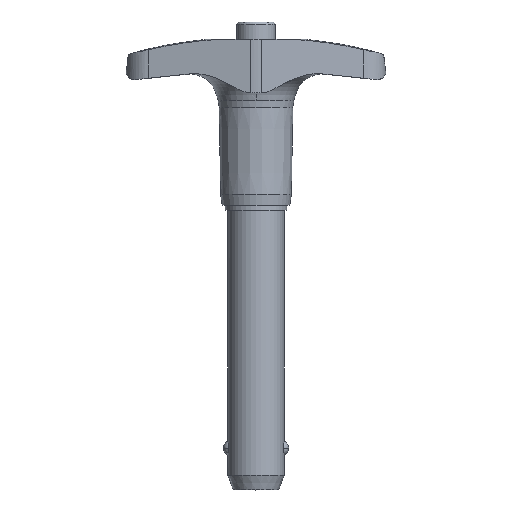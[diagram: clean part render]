
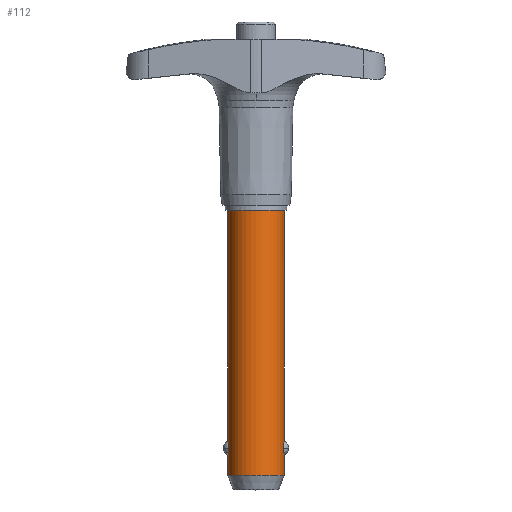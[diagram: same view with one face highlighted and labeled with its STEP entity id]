
A CAD part, top view. The second image highlights one B-rep face of the part: STEP entity #112.
In plain terms, the highlighted cylindrical face has radius 5.556 mm (diameter 11.113 mm), a partial arc.
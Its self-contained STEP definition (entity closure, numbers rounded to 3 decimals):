
#112=ADVANCED_FACE('',(#286),#287,.T.);
#286=FACE_OUTER_BOUND('',#521,.T.);
#287=CYLINDRICAL_SURFACE('',#522,5.556);
#521=EDGE_LOOP('',(#797,#798,#799,#800,#801,#802,#803,#804,#805,#806));
#522=AXIS2_PLACEMENT_3D('',#807,#808,#809);
#797=ORIENTED_EDGE('',*,*,#1489,.T.);
#798=ORIENTED_EDGE('',*,*,#1490,.T.);
#799=ORIENTED_EDGE('',*,*,#1491,.T.);
#800=ORIENTED_EDGE('',*,*,#1492,.T.);
#801=ORIENTED_EDGE('',*,*,#1493,.F.);
#802=ORIENTED_EDGE('',*,*,#1494,.T.);
#803=ORIENTED_EDGE('',*,*,#1495,.T.);
#804=ORIENTED_EDGE('',*,*,#1496,.T.);
#805=ORIENTED_EDGE('',*,*,#1497,.T.);
#806=ORIENTED_EDGE('',*,*,#1498,.T.);
#807=CARTESIAN_POINT('',(0.0,-27.686,0.0));
#808=DIRECTION('',(-0.0,1.0,0.0));
#809=DIRECTION('',(1.0,0.0,0.0));
#1489=EDGE_CURVE('',#1809,#1810,#1811,.T.);
#1490=EDGE_CURVE('',#1810,#1812,#1813,.T.);
#1491=EDGE_CURVE('',#1812,#1814,#1815,.T.);
#1492=EDGE_CURVE('',#1814,#1816,#1817,.T.);
#1493=EDGE_CURVE('',#1818,#1816,#1819,.T.);
#1494=EDGE_CURVE('',#1818,#1820,#1821,.T.);
#1495=EDGE_CURVE('',#1820,#1822,#1823,.T.);
#1496=EDGE_CURVE('',#1822,#1824,#1825,.T.);
#1497=EDGE_CURVE('',#1824,#1826,#1827,.T.);
#1498=EDGE_CURVE('',#1826,#1809,#1828,.T.);
#1809=VERTEX_POINT('',#2556);
#1810=VERTEX_POINT('',#2557);
#1811=LINE('',#2558,#2559);
#1812=VERTEX_POINT('',#2560);
#1813=B_SPLINE_CURVE_WITH_KNOTS('',3,(#2561,#2562,#2563,#2564,#2565,#2566,#2567,#2568,#2569,#2570,#2571,#2572,#2573,#2574),.UNSPECIFIED.,.F.,.F.,(4,2,2,2,2,2,4),(2.12,2.485,2.851,3.07,3.29,3.764,4.239),.UNSPECIFIED.);
#1814=VERTEX_POINT('',#2575);
#1815=B_SPLINE_CURVE_WITH_KNOTS('',3,(#2576,#2577,#2578,#2579,#2580,#2581,#2582,#2583,#2584,#2585,#2586,#2587,#2588,#2589),.UNSPECIFIED.,.F.,.F.,(4,2,2,2,2,2,4),(4.239,4.714,5.188,5.408,5.627,5.993,6.359),.UNSPECIFIED.);
#1816=VERTEX_POINT('',#2590);
#1817=LINE('',#2591,#2592);
#1818=VERTEX_POINT('',#2593);
#1819=CIRCLE('',#2594,5.556);
#1820=VERTEX_POINT('',#2595);
#1821=LINE('',#2596,#2597);
#1822=VERTEX_POINT('',#2598);
#1823=B_SPLINE_CURVE_WITH_KNOTS('',3,(#2599,#2600,#2601,#2602,#2603,#2604,#2605,#2606,#2607,#2608,#2609,#2610,#2611,#2612),.UNSPECIFIED.,.F.,.F.,(4,2,2,2,2,2,4),(6.359,6.724,7.09,7.309,7.529,8.003,8.478),.UNSPECIFIED.);
#1824=VERTEX_POINT('',#2613);
#1825=B_SPLINE_CURVE_WITH_KNOTS('',3,(#2614,#2615,#2616,#2617,#2618,#2619,#2620,#2621,#2622,#2623,#2624,#2625,#2626,#2627),.UNSPECIFIED.,.F.,.F.,(4,2,2,2,2,2,4),(0.0,0.475,0.949,1.169,1.388,1.754,2.12),.UNSPECIFIED.);
#1826=VERTEX_POINT('',#2628);
#1827=LINE('',#2629,#2630);
#1828=CIRCLE('',#2631,5.556);
#2556=CARTESIAN_POINT('',(5.556,-52.476,0.0));
#2557=CARTESIAN_POINT('',(5.556,-48.477,0.));
#2558=CARTESIAN_POINT('',(5.556,-27.686,0.));
#2559=VECTOR('',#3944,1.0);
#2560=CARTESIAN_POINT('',(5.365,-47.098,1.446));
#2561=CARTESIAN_POINT('',(5.556,-48.477,0.));
#2562=CARTESIAN_POINT('',(5.556,-48.477,0.122));
#2563=CARTESIAN_POINT('',(5.552,-48.461,0.254));
#2564=CARTESIAN_POINT('',(5.534,-48.396,0.509));
#2565=CARTESIAN_POINT('',(5.521,-48.345,0.632));
#2566=CARTESIAN_POINT('',(5.499,-48.251,0.801));
#2567=CARTESIAN_POINT('',(5.488,-48.207,0.868));
#2568=CARTESIAN_POINT('',(5.467,-48.108,0.992));
#2569=CARTESIAN_POINT('',(5.456,-48.053,1.049));
#2570=CARTESIAN_POINT('',(5.426,-47.883,1.203));
#2571=CARTESIAN_POINT('',(5.404,-47.739,1.294));
#2572=CARTESIAN_POINT('',(5.373,-47.425,1.416));
#2573=CARTESIAN_POINT('',(5.365,-47.256,1.446));
#2574=CARTESIAN_POINT('',(5.365,-47.098,1.446));
#2575=CARTESIAN_POINT('',(5.556,-45.72,0.));
#2576=CARTESIAN_POINT('',(5.365,-47.098,1.446));
#2577=CARTESIAN_POINT('',(5.365,-46.94,1.446));
#2578=CARTESIAN_POINT('',(5.373,-46.771,1.416));
#2579=CARTESIAN_POINT('',(5.404,-46.458,1.294));
#2580=CARTESIAN_POINT('',(5.426,-46.314,1.203));
#2581=CARTESIAN_POINT('',(5.456,-46.143,1.049));
#2582=CARTESIAN_POINT('',(5.467,-46.088,0.992));
#2583=CARTESIAN_POINT('',(5.488,-45.99,0.868));
#2584=CARTESIAN_POINT('',(5.499,-45.946,0.801));
#2585=CARTESIAN_POINT('',(5.521,-45.851,0.632));
#2586=CARTESIAN_POINT('',(5.534,-45.801,0.509));
#2587=CARTESIAN_POINT('',(5.552,-45.735,0.254));
#2588=CARTESIAN_POINT('',(5.556,-45.72,0.122));
#2589=CARTESIAN_POINT('',(5.556,-45.72,0.));
#2590=CARTESIAN_POINT('',(5.556,0.0,0.0));
#2591=CARTESIAN_POINT('',(5.556,-27.686,0.));
#2592=VECTOR('',#3945,1.0);
#2593=CARTESIAN_POINT('',(-5.556,0.0,0.));
#2594=AXIS2_PLACEMENT_3D('',#3946,#3947,#3948);
#2595=CARTESIAN_POINT('',(-5.556,-45.72,0.));
#2596=CARTESIAN_POINT('',(-5.556,-27.686,0.));
#2597=VECTOR('',#3949,1.0);
#2598=CARTESIAN_POINT('',(-5.365,-47.098,1.446));
#2599=CARTESIAN_POINT('',(-5.556,-45.72,0.));
#2600=CARTESIAN_POINT('',(-5.556,-45.72,0.122));
#2601=CARTESIAN_POINT('',(-5.552,-45.735,0.254));
#2602=CARTESIAN_POINT('',(-5.534,-45.801,0.509));
#2603=CARTESIAN_POINT('',(-5.521,-45.851,0.632));
#2604=CARTESIAN_POINT('',(-5.499,-45.946,0.801));
#2605=CARTESIAN_POINT('',(-5.488,-45.99,0.868));
#2606=CARTESIAN_POINT('',(-5.467,-46.088,0.992));
#2607=CARTESIAN_POINT('',(-5.456,-46.143,1.049));
#2608=CARTESIAN_POINT('',(-5.426,-46.314,1.203));
#2609=CARTESIAN_POINT('',(-5.404,-46.458,1.294));
#2610=CARTESIAN_POINT('',(-5.373,-46.771,1.416));
#2611=CARTESIAN_POINT('',(-5.365,-46.94,1.446));
#2612=CARTESIAN_POINT('',(-5.365,-47.098,1.446));
#2613=CARTESIAN_POINT('',(-5.556,-48.477,0.));
#2614=CARTESIAN_POINT('',(-5.365,-47.098,1.446));
#2615=CARTESIAN_POINT('',(-5.365,-47.256,1.446));
#2616=CARTESIAN_POINT('',(-5.373,-47.425,1.416));
#2617=CARTESIAN_POINT('',(-5.404,-47.739,1.294));
#2618=CARTESIAN_POINT('',(-5.426,-47.883,1.203));
#2619=CARTESIAN_POINT('',(-5.456,-48.053,1.049));
#2620=CARTESIAN_POINT('',(-5.467,-48.108,0.992));
#2621=CARTESIAN_POINT('',(-5.488,-48.207,0.868));
#2622=CARTESIAN_POINT('',(-5.499,-48.251,0.801));
#2623=CARTESIAN_POINT('',(-5.521,-48.345,0.632));
#2624=CARTESIAN_POINT('',(-5.534,-48.396,0.509));
#2625=CARTESIAN_POINT('',(-5.552,-48.461,0.254));
#2626=CARTESIAN_POINT('',(-5.556,-48.477,0.122));
#2627=CARTESIAN_POINT('',(-5.556,-48.477,0.));
#2628=CARTESIAN_POINT('',(-5.556,-52.476,0.));
#2629=CARTESIAN_POINT('',(-5.556,-27.686,0.));
#2630=VECTOR('',#3950,1.0);
#2631=AXIS2_PLACEMENT_3D('',#3951,#3952,#3953);
#3944=DIRECTION('',(0.0,1.0,0.0));
#3945=DIRECTION('',(0.0,1.0,0.0));
#3946=CARTESIAN_POINT('',(0.0,0.0,0.0));
#3947=DIRECTION('',(-0.0,1.0,0.0));
#3948=DIRECTION('',(1.0,0.0,0.0));
#3949=DIRECTION('',(-0.0,-1.0,-0.0));
#3950=DIRECTION('',(-0.0,-1.0,-0.0));
#3951=CARTESIAN_POINT('',(0.0,-52.476,0.0));
#3952=DIRECTION('',(0.,1.0,0.0));
#3953=DIRECTION('',(1.0,0.,0.0));
